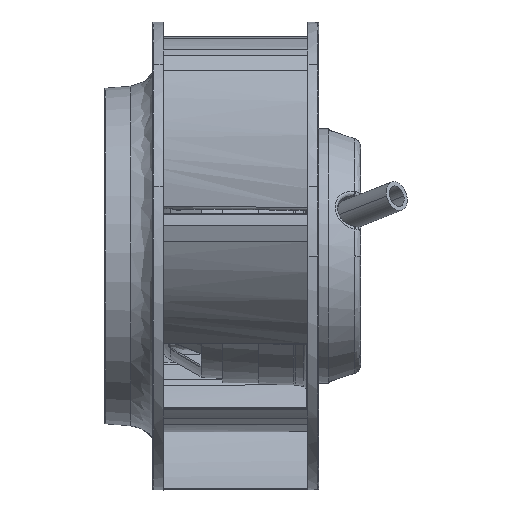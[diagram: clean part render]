
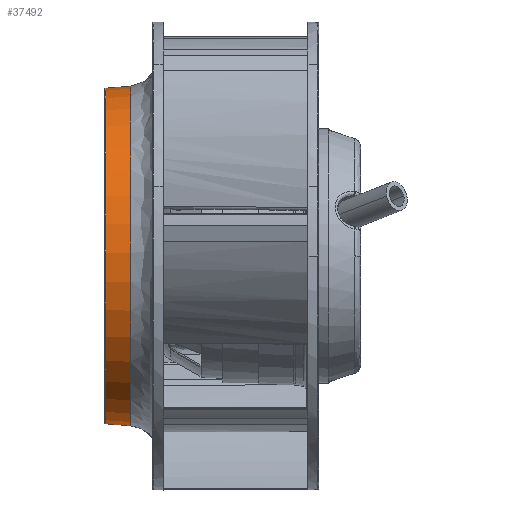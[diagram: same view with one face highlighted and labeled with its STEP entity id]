
A CAD part, left-side view. The second image highlights one B-rep face of the part: STEP entity #37492.
In plain terms, the highlighted free-form (B-spline) face has degree [1, 3] with [2, 4] control points.
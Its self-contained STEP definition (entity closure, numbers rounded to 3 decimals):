
#22 = EDGE_CURVE ( 'NONE', #54199, #22521, #31985, .T. ) ;
#1103 = DIRECTION ( 'NONE',  ( 0., 1., 0. ) ) ;
#1214 = CARTESIAN_POINT ( 'NONE',  ( 0., 9.248, 0. ) ) ;
#2023 = FACE_OUTER_BOUND ( 'NONE', #61942, .T. ) ;
#2349 = CARTESIAN_POINT ( 'NONE',  ( 0., 9.248, -48.095 ) ) ;
#2655 = VERTEX_POINT ( 'NONE', #56943 ) ;
#4616 = EDGE_CURVE ( 'NONE', #9079, #2655, #35788, .T. ) ;
#5542 = CARTESIAN_POINT ( 'NONE',  ( 0., 9.248, -48.095 ) ) ;
#5796 = AXIS2_PLACEMENT_3D ( 'NONE', #62989, #8516, #52798 ) ;
#6134 = DIRECTION ( 'NONE',  ( 0., 0.997, 0.077 ) ) ;
#6352 = CARTESIAN_POINT ( 'NONE',  ( 0., 12.785, -47.822 ) ) ;
#6576 = CARTESIAN_POINT ( 'NONE',  ( 0., 12.785, 47.822 ) ) ;
#6687 = DIRECTION ( 'NONE',  ( 0., 1., 0. ) ) ;
#8515 = CARTESIAN_POINT ( 'NONE',  ( 0., 16.323, -47.55 ) ) ;
#8516 = DIRECTION ( 'NONE',  ( 0., 1., 0. ) ) ;
#9079 = VERTEX_POINT ( 'NONE', #16711 ) ;
#9898 = CIRCLE ( 'NONE', #5796, 47.55 ) ;
#10437 = CARTESIAN_POINT ( 'NONE',  ( -1.659, 16.323, -47.521 ) ) ;
#10696 = ORIENTED_EDGE ( 'NONE', *, *, #60424, .F. ) ;
#10790 = VERTEX_POINT ( 'NONE', #10437 ) ;
#11824 = DIRECTION ( 'NONE',  ( 0., 0., -1. ) ) ;
#13590 = ORIENTED_EDGE ( 'NONE', *, *, #26167, .F. ) ;
#13820 = CIRCLE ( 'NONE', #29599, 48.095 ) ;
#16711 = CARTESIAN_POINT ( 'NONE',  ( 0., 9.248, 48.095 ) ) ;
#17068 = CARTESIAN_POINT ( 'NONE',  ( -95.1, 16.323, 47.55 ) ) ;
#18786 = VECTOR ( 'NONE', #6134, 1000. ) ;
#20517 = EDGE_CURVE ( 'NONE', #54199, #2655, #13820, .T. ) ;
#22521 = VERTEX_POINT ( 'NONE', #8515 ) ;
#25011 = CIRCLE ( 'NONE', #31755, 47.55 ) ;
#26167 = EDGE_CURVE ( 'NONE', #22521, #10790, #25011, .T. ) ;
#27931 = CARTESIAN_POINT ( 'NONE',  ( -96.189, 9.248, -48.095 ) ) ;
#29599 = AXIS2_PLACEMENT_3D ( 'NONE', #60284, #6687, #11824 ) ;
#31755 = AXIS2_PLACEMENT_3D ( 'NONE', #50992, #1103, #55965 ) ;
#31985 = LINE ( 'NONE', #6352, #18786 ) ;
#32072 = CARTESIAN_POINT ( 'NONE',  ( -95.1, 16.323, -47.55 ) ) ;
#32292 = CARTESIAN_POINT ( 'NONE',  ( 0., 16.323, 47.55 ) ) ;
#32461 = AXIS2_PLACEMENT_3D ( 'NONE', #1214, #45881, #50898 ) ;
#32798 = EDGE_CURVE ( 'NONE', #39458, #9079, #54305, .T. ) ;
#32997 = ORIENTED_EDGE ( 'NONE', *, *, #22, .F. ) ;
#35788 = CIRCLE ( 'NONE', #32461, 48.095 ) ;
#37492 = ADVANCED_FACE ( 'NONE', ( #2023 ), #60533, .F. ) ;
#39458 = VERTEX_POINT ( 'NONE', #60463 ) ;
#45881 = DIRECTION ( 'NONE',  ( 0., -1., 0. ) ) ;
#46247 = DIRECTION ( 'NONE',  ( 0., -0.997, 0.077 ) ) ;
#47461 = CARTESIAN_POINT ( 'NONE',  ( 0., 9.248, 48.095 ) ) ;
#49230 = ORIENTED_EDGE ( 'NONE', *, *, #32798, .F. ) ;
#50898 = DIRECTION ( 'NONE',  ( 0.035, 0., 0.999 ) ) ;
#50992 = CARTESIAN_POINT ( 'NONE',  ( 0., 16.323, 0. ) ) ;
#52034 = CARTESIAN_POINT ( 'NONE',  ( -96.189, 9.248, 48.095 ) ) ;
#52798 = DIRECTION ( 'NONE',  ( 0.035, 0., 0.999 ) ) ;
#53060 = ORIENTED_EDGE ( 'NONE', *, *, #4616, .F. ) ;
#54199 = VERTEX_POINT ( 'NONE', #5542 ) ;
#54305 = LINE ( 'NONE', #6576, #62021 ) ;
#55965 = DIRECTION ( 'NONE',  ( -0.035, 0., -0.999 ) ) ;
#56943 = CARTESIAN_POINT ( 'NONE',  ( -1.678, 9.248, -48.065 ) ) ;
#57030 = CARTESIAN_POINT ( 'NONE',  ( 0., 16.323, -47.55 ) ) ;
#57690 = ORIENTED_EDGE ( 'NONE', *, *, #20517, .T. ) ;
#60284 = CARTESIAN_POINT ( 'NONE',  ( 0., 9.248, 0. ) ) ;
#60424 = EDGE_CURVE ( 'NONE', #10790, #39458, #9898, .T. ) ;
#60463 = CARTESIAN_POINT ( 'NONE',  ( 0., 16.323, 47.55 ) ) ;
#60533 =( BOUNDED_SURFACE ( )  B_SPLINE_SURFACE ( 1, 3, ( 
 ( #32292, #17068, #32072, #57030 ),
 ( #47461, #52034, #27931, #2349 ) ),
 .UNSPECIFIED., .F., .F., .T. ) 
 B_SPLINE_SURFACE_WITH_KNOTS ( ( 2, 2 ),
 ( 4, 4 ),
 ( 0., 1. ),
 ( 0., 1. ),
 .UNSPECIFIED. ) 
 GEOMETRIC_REPRESENTATION_ITEM ( )  RATIONAL_B_SPLINE_SURFACE ( (
 ( 1., 0.333, 0.333, 1.),
 ( 1., 0.333, 0.333, 1.) ) ) 
 REPRESENTATION_ITEM ( '' )  SURFACE ( )  );
#61942 = EDGE_LOOP ( 'NONE', ( #10696, #13590, #32997, #57690, #53060, #49230 ) ) ;
#62021 = VECTOR ( 'NONE', #46247, 1000. ) ;
#62989 = CARTESIAN_POINT ( 'NONE',  ( 0., 16.323, 0. ) ) ;
